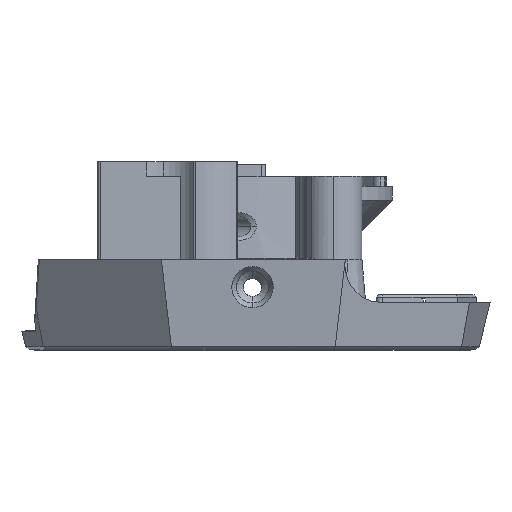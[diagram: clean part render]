
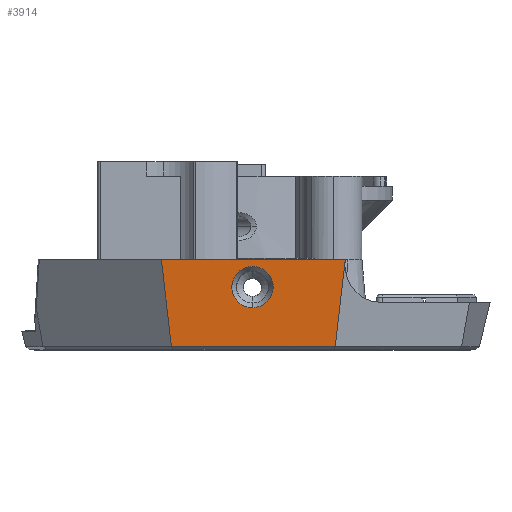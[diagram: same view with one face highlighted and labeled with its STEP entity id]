
A CAD part, top view. The second image highlights one B-rep face of the part: STEP entity #3914.
In plain terms, the highlighted planar face has unit normal (0, -0.087, 0.996).
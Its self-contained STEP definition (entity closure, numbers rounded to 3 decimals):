
#191 = CARTESIAN_POINT ( 'NONE',  ( 10.865, -7.802, 129.193 ) ) ;
#216 = ORIENTED_EDGE ( 'NONE', *, *, #1278, .F. ) ;
#607 = EDGE_CURVE ( 'NONE', #4345, #18822, #16302, .T. ) ;
#1018 = LINE ( 'NONE', #11544, #18404 ) ;
#1278 = EDGE_CURVE ( 'NONE', #4345, #2715, #5836, .T. ) ;
#1840 = FACE_OUTER_BOUND ( 'NONE', #2717, .T. ) ;
#2071 = CARTESIAN_POINT ( 'NONE',  ( -2.423, -1.93, 129.707 ) ) ;
#2264 = CARTESIAN_POINT ( 'NONE',  ( -0.812, -2.708, 129.639 ) ) ;
#2430 = EDGE_CURVE ( 'NONE', #8294, #6921, #1018, .T. ) ;
#2715 = VERTEX_POINT ( 'NONE', #18585 ) ;
#2717 = EDGE_LOOP ( 'NONE', ( #14716, #11408, #216, #10208, #7159 ) ) ;
#3205 = CARTESIAN_POINT ( 'NONE',  ( 12.174, 3.54, 130.186 ) ) ;
#3311 = CARTESIAN_POINT ( 'NONE',  ( 0.023, -7.802, 129.193 ) ) ;
#3462 = DIRECTION ( 'NONE',  ( 0.114, 0.99, 0.087 ) ) ;
#3762 = VECTOR ( 'NONE', #8652, 1000. ) ;
#3914 = ADVANCED_FACE ( 'NONE', ( #1840, #9092 ), #4853, .T. ) ;
#4024 = CARTESIAN_POINT ( 'NONE',  ( -11.98, 3.6, 130.191 ) ) ;
#4345 = VERTEX_POINT ( 'NONE', #8499 ) ;
#4522 = VECTOR ( 'NONE', #3462, 1000. ) ;
#4853 = PLANE ( 'NONE',  #10314 ) ;
#5133 = CARTESIAN_POINT ( 'NONE',  ( 0., -2.708, 129.639 ) ) ;
#5410 = VERTEX_POINT ( 'NONE', #9078 ) ;
#5661 = LINE ( 'NONE', #4024, #3762 ) ;
#5836 = LINE ( 'NONE', #3311, #9486 ) ;
#6190 = DIRECTION ( 'NONE',  ( 0., -0.996, -0.087 ) ) ;
#6665 = CARTESIAN_POINT ( 'NONE',  ( 1.628, 2.445, 130.09 ) ) ;
#6921 = VERTEX_POINT ( 'NONE', #7420 ) ;
#7159 = ORIENTED_EDGE ( 'NONE', *, *, #8262, .T. ) ;
#7420 = CARTESIAN_POINT ( 'NONE',  ( -11.98, 3.6, 130.191 ) ) ;
#7451 = EDGE_CURVE ( 'NONE', #11448, #5410, #11721, .T. ) ;
#7963 = CARTESIAN_POINT ( 'NONE',  ( -1.627, 2.44, 130.089 ) ) ;
#8262 = EDGE_CURVE ( 'NONE', #18822, #8294, #10022, .T. ) ;
#8294 = VERTEX_POINT ( 'NONE', #14432 ) ;
#8499 = CARTESIAN_POINT ( 'NONE',  ( 10.865, -7.802, 129.193 ) ) ;
#8652 = DIRECTION ( 'NONE',  ( 0.114, -0.99, -0.087 ) ) ;
#9078 = CARTESIAN_POINT ( 'NONE',  ( 0.001, 2.705, 130.113 ) ) ;
#9092 = FACE_BOUND ( 'NONE', #18087, .T. ) ;
#9469 = VECTOR ( 'NONE', #15894, 1000. ) ;
#9486 = VECTOR ( 'NONE', #16537, 1000. ) ;
#9754 = ORIENTED_EDGE ( 'NONE', *, *, #7451, .T. ) ;
#10022 = LINE ( 'NONE', #11188, #9469 ) ;
#10208 = ORIENTED_EDGE ( 'NONE', *, *, #607, .T. ) ;
#10314 = AXIS2_PLACEMENT_3D ( 'NONE', #16510, #18067, #6190 ) ;
#10529 = EDGE_CURVE ( 'NONE', #5410, #11448, #13210, .T. ) ;
#11125 = CARTESIAN_POINT ( 'NONE',  ( 3.022, 0.688, 129.936 ) ) ;
#11149 = CARTESIAN_POINT ( 'NONE',  ( 0., -2.708, 129.639 ) ) ;
#11188 = CARTESIAN_POINT ( 'NONE',  ( 10.865, -7.802, 129.193 ) ) ;
#11215 = CARTESIAN_POINT ( 'NONE',  ( 0.001, 2.705, 130.113 ) ) ;
#11408 = ORIENTED_EDGE ( 'NONE', *, *, #15391, .T. ) ;
#11448 = VERTEX_POINT ( 'NONE', #11149 ) ;
#11544 = CARTESIAN_POINT ( 'NONE',  ( -0.168, 3.6, 130.191 ) ) ;
#11721 = B_SPLINE_CURVE_WITH_KNOTS ( 'NONE', 3,
 ( #12308, #2264, #2071, #18299, #7963, #12408, #13853 ),
 .UNSPECIFIED., .F., .F.,
 ( 4, 1, 1, 1, 4 ),
 ( 0., 0.002, 0.005, 0.007, 0.008 ),
 .UNSPECIFIED. ) ;
#12240 = ORIENTED_EDGE ( 'NONE', *, *, #10529, .T. ) ;
#12308 = CARTESIAN_POINT ( 'NONE',  ( 0., -2.708, 129.639 ) ) ;
#12408 = CARTESIAN_POINT ( 'NONE',  ( -0.406, 2.705, 130.113 ) ) ;
#13210 = B_SPLINE_CURVE_WITH_KNOTS ( 'NONE', 3,
 ( #11215, #18362, #6665, #11125, #15831, #14184, #5133 ),
 .UNSPECIFIED., .F., .F.,
 ( 4, 1, 1, 1, 4 ),
 ( 0.008, 0.01, 0.012, 0.015, 0.017 ),
 .UNSPECIFIED. ) ;
#13853 = CARTESIAN_POINT ( 'NONE',  ( 0.001, 2.705, 130.113 ) ) ;
#14184 = CARTESIAN_POINT ( 'NONE',  ( 0.812, -2.708, 129.639 ) ) ;
#14432 = CARTESIAN_POINT ( 'NONE',  ( 12.181, 3.6, 130.191 ) ) ;
#14716 = ORIENTED_EDGE ( 'NONE', *, *, #2430, .T. ) ;
#15391 = EDGE_CURVE ( 'NONE', #6921, #2715, #5661, .T. ) ;
#15831 = CARTESIAN_POINT ( 'NONE',  ( 2.428, -1.931, 129.707 ) ) ;
#15894 = DIRECTION ( 'NONE',  ( 0.114, 0.99, 0.087 ) ) ;
#16302 = LINE ( 'NONE', #191, #4522 ) ;
#16510 = CARTESIAN_POINT ( 'NONE',  ( -0.168, 0.303, 129.902 ) ) ;
#16537 = DIRECTION ( 'NONE',  ( -1., 0., 0. ) ) ;
#17429 = DIRECTION ( 'NONE',  ( -1., 0., 0. ) ) ;
#18067 = DIRECTION ( 'NONE',  ( 0., -0.087, 0.996 ) ) ;
#18087 = EDGE_LOOP ( 'NONE', ( #9754, #12240 ) ) ;
#18299 = CARTESIAN_POINT ( 'NONE',  ( -3.029, 0.689, 129.936 ) ) ;
#18362 = CARTESIAN_POINT ( 'NONE',  ( 0.408, 2.706, 130.113 ) ) ;
#18404 = VECTOR ( 'NONE', #17429, 1000. ) ;
#18585 = CARTESIAN_POINT ( 'NONE',  ( -10.664, -7.802, 129.193 ) ) ;
#18822 = VERTEX_POINT ( 'NONE', #3205 ) ;
